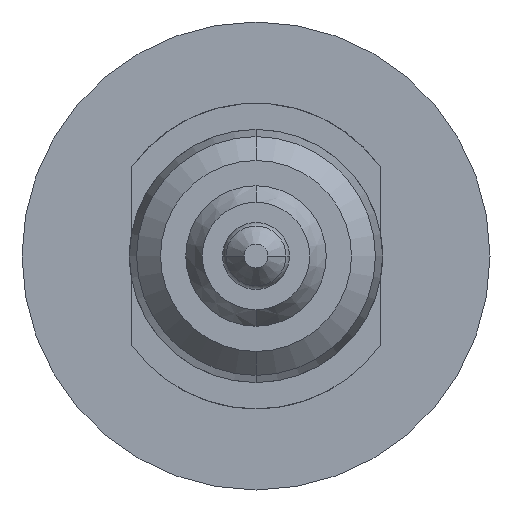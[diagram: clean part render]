
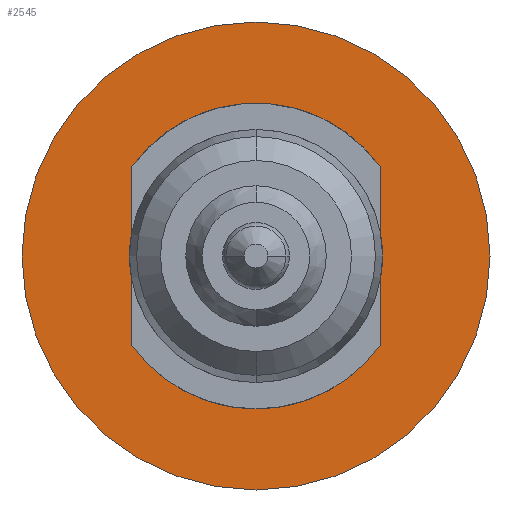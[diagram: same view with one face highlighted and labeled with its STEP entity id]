
A CAD part, front view. The second image highlights one B-rep face of the part: STEP entity #2545.
In plain terms, the highlighted planar face has unit normal (0, -1, 0).
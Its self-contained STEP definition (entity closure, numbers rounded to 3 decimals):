
#152 = FACE_OUTER_BOUND ( 'NONE', #5121, .T. ) ;
#162 = CARTESIAN_POINT ( 'NONE',  ( -0.55, 33.4, -0.894 ) ) ;
#209 = CIRCLE ( 'NONE', #4617, 1.4 ) ;
#239 = CARTESIAN_POINT ( 'NONE',  ( 0.55, 33.4, -0.894 ) ) ;
#333 = VECTOR ( 'NONE', #3628, 1000. ) ;
#444 = VERTEX_POINT ( 'NONE', #4976 ) ;
#465 = CARTESIAN_POINT ( 'NONE',  ( 0., 33.4, 2.45 ) ) ;
#479 = AXIS2_PLACEMENT_3D ( 'NONE', #4173, #943, #2598 ) ;
#522 = DIRECTION ( 'NONE',  ( 0., 0., -1. ) ) ;
#532 = VERTEX_POINT ( 'NONE', #4554 ) ;
#561 = EDGE_CURVE ( 'Defeature ausgef�hrt2_41+Defeature ausgef�hrt2_40+Defeature ausgef�hrt2_45+Defeature ausgef�hrt2_44', #444, #1476, #1380, .T. ) ;
#596 = DIRECTION ( 'NONE',  ( 0., 0., -1. ) ) ;
#625 = AXIS2_PLACEMENT_3D ( 'NONE', #4977, #4220, #4595 ) ;
#634 = DIRECTION ( 'NONE',  ( 0., 0., 1. ) ) ;
#666 = DIRECTION ( 'NONE',  ( 0., 0., -1. ) ) ;
#710 = LINE ( 'NONE', #4741, #2413 ) ;
#749 = ORIENTED_EDGE ( 'NONE', *, *, #919, .T. ) ;
#832 = FACE_BOUND ( 'NONE', #3031, .T. ) ;
#896 = LINE ( 'NONE', #4644, #3262 ) ;
#904 = VERTEX_POINT ( 'NONE', #162 ) ;
#919 = EDGE_CURVE ( 'Defeature ausgef�hrt2_40+Defeature ausgef�hrt2_39+Defeature ausgef�hrt2_39+Defeature ausgef�hrt2_39', #1347, #2982, #5167, .T. ) ;
#943 = DIRECTION ( 'NONE',  ( 0., -1., 0. ) ) ;
#987 = CARTESIAN_POINT ( 'NONE',  ( 1.4, 33.4, 0. ) ) ;
#1029 = VECTOR ( 'NONE', #3248, 1000. ) ;
#1074 = DIRECTION ( 'NONE',  ( 0., -1., 0. ) ) ;
#1132 = AXIS2_PLACEMENT_3D ( 'NONE', #4302, #1074, #666 ) ;
#1217 = VERTEX_POINT ( 'NONE', #2000 ) ;
#1232 = AXIS2_PLACEMENT_3D ( 'NONE', #987, #2177, #596 ) ;
#1233 = CARTESIAN_POINT ( 'NONE',  ( 0.5, 33.4, -10. ) ) ;
#1238 = CARTESIAN_POINT ( 'NONE',  ( 0.55, 33.4, 0. ) ) ;
#1347 = VERTEX_POINT ( 'NONE', #465 ) ;
#1380 = CIRCLE ( 'NONE', #2002, 1.4 ) ;
#1403 = DIRECTION ( 'NONE',  ( 0., -1., 0. ) ) ;
#1406 = LINE ( 'NONE', #1238, #1029 ) ;
#1476 = VERTEX_POINT ( 'NONE', #1807 ) ;
#1531 = DIRECTION ( 'NONE',  ( 0., 0., -1. ) ) ;
#1544 = VERTEX_POINT ( 'NONE', #239 ) ;
#1712 = ORIENTED_EDGE ( 'NONE', *, *, #2505, .F. ) ;
#1743 = AXIS2_PLACEMENT_3D ( 'NONE', #4590, #2893, #522 ) ;
#1747 = EDGE_CURVE ( 'Defeature ausgef�hrt2_35+Defeature ausgef�hrt2_40+Defeature ausgef�hrt2_33+Defeature ausgef�hrt2_33', #904, #4905, #710, .T. ) ;
#1749 = ORIENTED_EDGE ( 'NONE', *, *, #561, .F. ) ;
#1776 = CIRCLE ( 'NONE', #1743, 1.05 ) ;
#1807 = CARTESIAN_POINT ( 'NONE',  ( 0.5, 33.4, -1.308 ) ) ;
#1817 = ORIENTED_EDGE ( 'NONE', *, *, #3147, .F. ) ;
#1933 = CARTESIAN_POINT ( 'NONE',  ( -0.5, 33.4, 1.308 ) ) ;
#1954 = ORIENTED_EDGE ( 'NONE', *, *, #1747, .F. ) ;
#2000 = CARTESIAN_POINT ( 'NONE',  ( 0.5, 33.4, 1.308 ) ) ;
#2002 = AXIS2_PLACEMENT_3D ( 'NONE', #3012, #2318, #1531 ) ;
#2014 = EDGE_CURVE ( 'Defeature ausgef�hrt2_34+Defeature ausgef�hrt2_40+Defeature ausgef�hrt2_33+Defeature ausgef�hrt2_33', #532, #1544, #1406, .T. ) ;
#2177 = DIRECTION ( 'NONE',  ( 0., -1., 0. ) ) ;
#2220 = EDGE_CURVE ( 'Defeature ausgef�hrt2_40+Defeature ausgef�hrt2_45+Defeature ausgef�hrt2_41+Defeature ausgef�hrt2_36', #4384, #4581, #896, .T. ) ;
#2246 = AXIS2_PLACEMENT_3D ( 'NONE', #3427, #1403, #2640 ) ;
#2263 = ORIENTED_EDGE ( 'NONE', *, *, #2812, .T. ) ;
#2318 = DIRECTION ( 'NONE',  ( 0., -1., 0. ) ) ;
#2413 = VECTOR ( 'NONE', #3124, 1000. ) ;
#2461 = EDGE_CURVE ( 'Defeature ausgef�hrt2_44+Defeature ausgef�hrt2_40+Defeature ausgef�hrt2_41+Defeature ausgef�hrt2_36', #1476, #1217, #4657, .T. ) ;
#2505 = EDGE_CURVE ( 'Defeature ausgef�hrt2_36+Defeature ausgef�hrt2_40+Defeature ausgef�hrt2_44+Defeature ausgef�hrt2_45', #1217, #4581, #209, .T. ) ;
#2545 = ADVANCED_FACE ( 'Defeature ausgef�hrt2_40', ( #3638, #4275, #832, #152 ), #4176, .T. ) ;
#2598 = DIRECTION ( 'NONE',  ( 0., 0., -1. ) ) ;
#2625 = ORIENTED_EDGE ( 'NONE', *, *, #4702, .F. ) ;
#2640 = DIRECTION ( 'NONE',  ( 0., 0., -1. ) ) ;
#2812 = EDGE_CURVE ( 'Defeature ausgef�hrt2_40+Defeature ausgef�hrt2_39+Defeature ausgef�hrt2_39+Defeature ausgef�hrt2_39', #2982, #1347, #4776, .T. ) ;
#2893 = DIRECTION ( 'NONE',  ( 0., -1., 0. ) ) ;
#2898 = CARTESIAN_POINT ( 'NONE',  ( 0., 33.4, 0. ) ) ;
#2982 = VERTEX_POINT ( 'NONE', #3539 ) ;
#3012 = CARTESIAN_POINT ( 'NONE',  ( 0., 33.4, 0. ) ) ;
#3031 = EDGE_LOOP ( 'NONE', ( #2625, #3722, #1712, #3244, #1749 ) ) ;
#3124 = DIRECTION ( 'NONE',  ( 0., 0., 1. ) ) ;
#3147 = EDGE_CURVE ( 'Defeature ausgef�hrt2_33+Defeature ausgef�hrt2_40+Defeature ausgef�hrt2_35+Defeature ausgef�hrt2_35', #4905, #904, #1776, .T. ) ;
#3244 = ORIENTED_EDGE ( 'NONE', *, *, #2461, .F. ) ;
#3248 = DIRECTION ( 'NONE',  ( 0., 0., -1. ) ) ;
#3260 = DIRECTION ( 'NONE',  ( 0., -1., 0. ) ) ;
#3262 = VECTOR ( 'NONE', #634, 1000. ) ;
#3427 = CARTESIAN_POINT ( 'NONE',  ( 0., 33.4, 0. ) ) ;
#3458 = ORIENTED_EDGE ( 'NONE', *, *, #4222, .F. ) ;
#3539 = CARTESIAN_POINT ( 'NONE',  ( 0., 33.4, -2.45 ) ) ;
#3628 = DIRECTION ( 'NONE',  ( 0., 0., 1. ) ) ;
#3638 = FACE_BOUND ( 'NONE', #4627, .T. ) ;
#3681 = DIRECTION ( 'NONE',  ( 0., 0., -1. ) ) ;
#3692 = CIRCLE ( 'NONE', #625, 1.05 ) ;
#3722 = ORIENTED_EDGE ( 'NONE', *, *, #2220, .T. ) ;
#3786 = ORIENTED_EDGE ( 'NONE', *, *, #2014, .F. ) ;
#4126 = CIRCLE ( 'NONE', #2246, 1.4 ) ;
#4173 = CARTESIAN_POINT ( 'NONE',  ( 0., 33.4, 0. ) ) ;
#4176 = PLANE ( 'NONE',  #1232 ) ;
#4220 = DIRECTION ( 'NONE',  ( 0., -1., 0. ) ) ;
#4222 = EDGE_CURVE ( 'Defeature ausgef�hrt2_33+Defeature ausgef�hrt2_40+Defeature ausgef�hrt2_34+Defeature ausgef�hrt2_34', #1544, #532, #3692, .T. ) ;
#4260 = CARTESIAN_POINT ( 'NONE',  ( -0.55, 33.4, 0.894 ) ) ;
#4275 = FACE_BOUND ( 'NONE', #4658, .T. ) ;
#4302 = CARTESIAN_POINT ( 'NONE',  ( 0., 33.4, 0. ) ) ;
#4384 = VERTEX_POINT ( 'NONE', #4660 ) ;
#4554 = CARTESIAN_POINT ( 'NONE',  ( 0.55, 33.4, 0.894 ) ) ;
#4581 = VERTEX_POINT ( 'NONE', #1933 ) ;
#4590 = CARTESIAN_POINT ( 'NONE',  ( 0., 33.4, 0. ) ) ;
#4595 = DIRECTION ( 'NONE',  ( 0., 0., -1. ) ) ;
#4617 = AXIS2_PLACEMENT_3D ( 'NONE', #2898, #3260, #3681 ) ;
#4627 = EDGE_LOOP ( 'NONE', ( #3458, #3786 ) ) ;
#4644 = CARTESIAN_POINT ( 'NONE',  ( -0.5, 33.4, -10. ) ) ;
#4657 = LINE ( 'NONE', #1233, #333 ) ;
#4658 = EDGE_LOOP ( 'NONE', ( #1817, #1954 ) ) ;
#4660 = CARTESIAN_POINT ( 'NONE',  ( -0.5, 33.4, -1.308 ) ) ;
#4702 = EDGE_CURVE ( 'Defeature ausgef�hrt2_41+Defeature ausgef�hrt2_40+Defeature ausgef�hrt2_45+Defeature ausgef�hrt2_44', #4384, #444, #4126, .T. ) ;
#4741 = CARTESIAN_POINT ( 'NONE',  ( -0.55, 33.4, 0. ) ) ;
#4776 = CIRCLE ( 'NONE', #1132, 2.45 ) ;
#4905 = VERTEX_POINT ( 'NONE', #4260 ) ;
#4976 = CARTESIAN_POINT ( 'NONE',  ( 0., 33.4, -1.4 ) ) ;
#4977 = CARTESIAN_POINT ( 'NONE',  ( 0., 33.4, 0. ) ) ;
#5121 = EDGE_LOOP ( 'NONE', ( #2263, #749 ) ) ;
#5167 = CIRCLE ( 'NONE', #479, 2.45 ) ;
